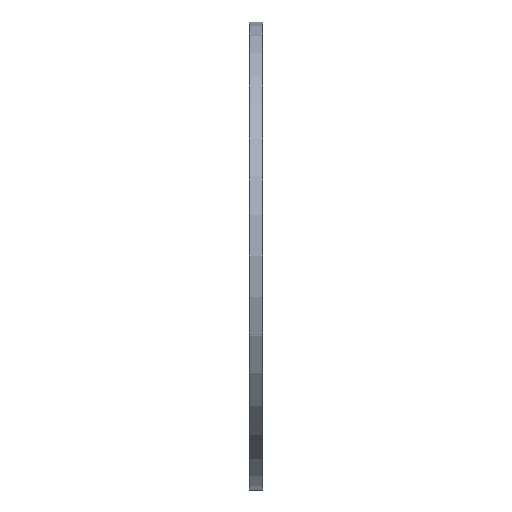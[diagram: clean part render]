
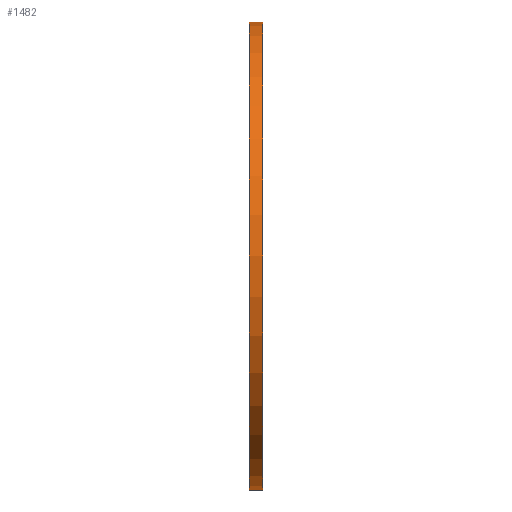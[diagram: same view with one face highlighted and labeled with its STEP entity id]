
A CAD part, front view. The second image highlights one B-rep face of the part: STEP entity #1482.
In plain terms, the highlighted cylindrical face has radius 298.45 mm (diameter 596.9 mm), a partial arc.
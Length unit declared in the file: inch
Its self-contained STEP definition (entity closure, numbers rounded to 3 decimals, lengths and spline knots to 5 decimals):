
#21 = DIRECTION ( 'NONE',  ( -1., 0., 0. ) ) ;
#72 = CIRCLE ( 'NONE', #1202, 11.75 ) ;
#128 = EDGE_CURVE ( 'NONE', #665, #1250, #1283, .T. ) ;
#131 = CARTESIAN_POINT ( 'NONE',  ( 0., 0., 11.75 ) ) ;
#142 = FACE_OUTER_BOUND ( 'NONE', #732, .T. ) ;
#255 = CARTESIAN_POINT ( 'NONE',  ( 0., 0., 0. ) ) ;
#335 = CARTESIAN_POINT ( 'NONE',  ( 0.0625, 0., 11.75 ) ) ;
#349 = ORIENTED_EDGE ( 'NONE', *, *, #1282, .F. ) ;
#365 = AXIS2_PLACEMENT_3D ( 'NONE', #255, #21, #527 ) ;
#406 = VECTOR ( 'NONE', #887, 39.37008 ) ;
#431 = CARTESIAN_POINT ( 'NONE',  ( 0.75, 0., -11.75 ) ) ;
#435 = DIRECTION ( 'NONE',  ( -1., 0., 0. ) ) ;
#527 = DIRECTION ( 'NONE',  ( 0., 0., 1. ) ) ;
#558 = CARTESIAN_POINT ( 'NONE',  ( 0., 0., -11.75 ) ) ;
#621 = CARTESIAN_POINT ( 'NONE',  ( 0.0625, 0., 0. ) ) ;
#656 = ORIENTED_EDGE ( 'NONE', *, *, #1104, .F. ) ;
#665 = VERTEX_POINT ( 'NONE', #1426 ) ;
#674 = LINE ( 'NONE', #558, #987 ) ;
#690 = AXIS2_PLACEMENT_3D ( 'NONE', #1581, #435, #839 ) ;
#732 = EDGE_LOOP ( 'NONE', ( #656, #855, #1009, #349 ) ) ;
#784 = EDGE_CURVE ( 'NONE', #1069, #665, #1491, .T. ) ;
#795 = CARTESIAN_POINT ( 'NONE',  ( 0.0625, 0., -11.75 ) ) ;
#839 = DIRECTION ( 'NONE',  ( 0., 0., 1. ) ) ;
#855 = ORIENTED_EDGE ( 'NONE', *, *, #784, .T. ) ;
#887 = DIRECTION ( 'NONE',  ( -1., 0., 0. ) ) ;
#987 = VECTOR ( 'NONE', #1578, 39.37008 ) ;
#1009 = ORIENTED_EDGE ( 'NONE', *, *, #128, .T. ) ;
#1069 = VERTEX_POINT ( 'NONE', #431 ) ;
#1104 = EDGE_CURVE ( 'NONE', #1069, #1657, #674, .T. ) ;
#1175 = CYLINDRICAL_SURFACE ( 'NONE', #365, 11.75 ) ;
#1202 = AXIS2_PLACEMENT_3D ( 'NONE', #621, #1374, #1237 ) ;
#1237 = DIRECTION ( 'NONE',  ( 0., 0., 1. ) ) ;
#1250 = VERTEX_POINT ( 'NONE', #335 ) ;
#1282 = EDGE_CURVE ( 'NONE', #1657, #1250, #72, .T. ) ;
#1283 = LINE ( 'NONE', #131, #406 ) ;
#1374 = DIRECTION ( 'NONE',  ( -1., 0., 0. ) ) ;
#1426 = CARTESIAN_POINT ( 'NONE',  ( 0.75, 0., 11.75 ) ) ;
#1482 = ADVANCED_FACE ( 'NONE', ( #142 ), #1175, .T. ) ;
#1491 = CIRCLE ( 'NONE', #690, 11.75 ) ;
#1578 = DIRECTION ( 'NONE',  ( -1., 0., 0. ) ) ;
#1581 = CARTESIAN_POINT ( 'NONE',  ( 0.75, 0., 0. ) ) ;
#1657 = VERTEX_POINT ( 'NONE', #795 ) ;
